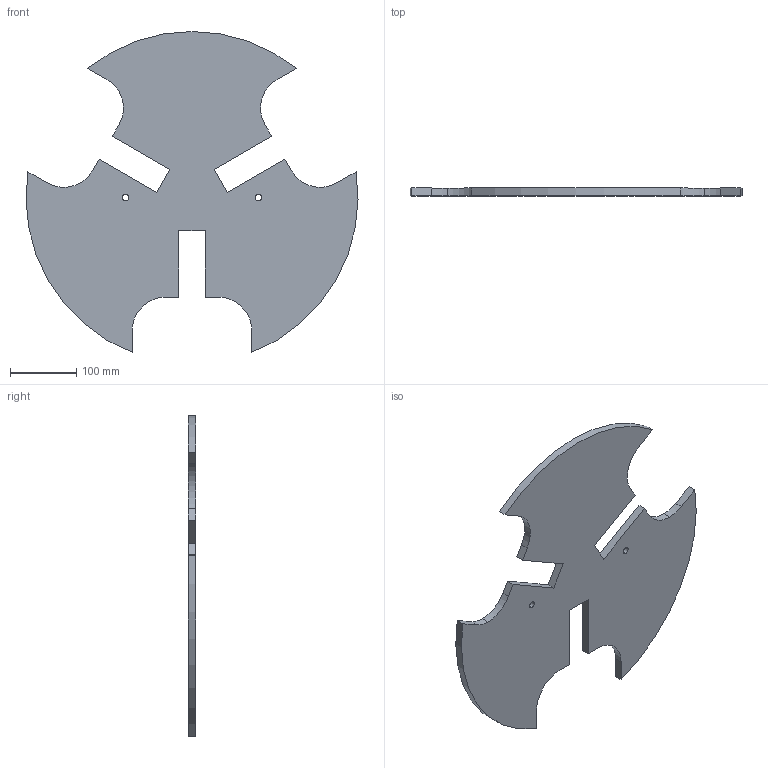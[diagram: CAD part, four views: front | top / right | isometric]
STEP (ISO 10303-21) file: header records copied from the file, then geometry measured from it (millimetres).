
FILE_DESCRIPTION (( 'STEP AP203' ), '1' );
FILE_NAME ('BasePlatform 3.0_Default_sldprt.STEP', '2024-02-27T11:00:58', ( '' ), ( '' ), 'SwSTEP 2.0', 'SolidWorks 2023', '' );
FILE_SCHEMA (( 'CONFIG_CONTROL_DESIGN' ));
Length unit declared in the file: millimetre
Products named in the file (1): BasePlatform 3.0_Default_sldprt
Bounding box: 499.95 x 12 x 483.24 mm (x, y, z)
Volume: 1636643.7 mm3; surface area: 303876.7 mm2
Topology: 1 solids, 1 shells, 38 faces, 108 edges, 72 vertices
Faces by surface type: plane 23, cylinder 15
Entity records: 1327 total; most frequent: CARTESIAN_POINT 219, DIRECTION 216, ORIENTED_EDGE 216, EDGE_CURVE 108, VECTOR 78, LINE 78, VERTEX_POINT 72, AXIS2_PLACEMENT_3D 69
